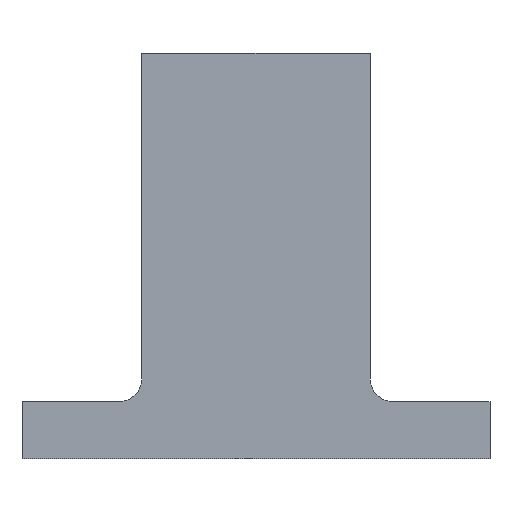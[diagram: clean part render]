
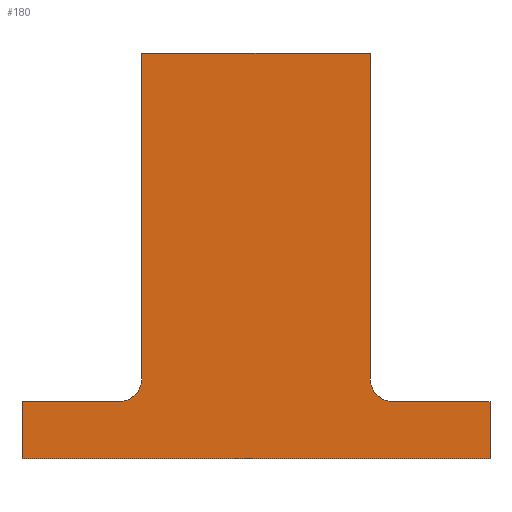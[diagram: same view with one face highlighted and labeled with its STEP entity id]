
A CAD part, front view. The second image highlights one B-rep face of the part: STEP entity #180.
In plain terms, the highlighted planar face has unit normal (0, -1, 0).
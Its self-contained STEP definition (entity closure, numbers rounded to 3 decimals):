
#4 = FACE_OUTER_BOUND ( 'NONE', #453, .T. ) ;
#11 = PLANE ( 'NONE',  #250 ) ;
#33 = VERTEX_POINT ( 'NONE', #159 ) ;
#40 = VECTOR ( 'NONE', #608, 1000. ) ;
#42 = EDGE_CURVE ( 'NONE', #185, #179, #476, .T. ) ;
#46 = VERTEX_POINT ( 'NONE', #265 ) ;
#68 = CARTESIAN_POINT ( 'NONE',  ( -20., -12., 71. ) ) ;
#80 = CARTESIAN_POINT ( 'NONE',  ( -20., -12., 71. ) ) ;
#81 = EDGE_CURVE ( 'NONE', #179, #390, #717, .T. ) ;
#96 = LINE ( 'NONE', #314, #132 ) ;
#101 = DIRECTION ( 'NONE',  ( -1., 0., 0. ) ) ;
#105 = CARTESIAN_POINT ( 'NONE',  ( 20., -12., 14. ) ) ;
#113 = VECTOR ( 'NONE', #598, 1000. ) ;
#121 = CARTESIAN_POINT ( 'NONE',  ( 20., -12., 71. ) ) ;
#132 = VECTOR ( 'NONE', #101, 1000. ) ;
#142 = CARTESIAN_POINT ( 'NONE',  ( -41., -12., 10. ) ) ;
#147 = LINE ( 'NONE', #142, #113 ) ;
#154 = VERTEX_POINT ( 'NONE', #286 ) ;
#159 = CARTESIAN_POINT ( 'NONE',  ( -24., -12., 10. ) ) ;
#170 = VERTEX_POINT ( 'NONE', #219 ) ;
#179 = VERTEX_POINT ( 'NONE', #68 ) ;
#180 = ADVANCED_FACE ( 'NONE', ( #4 ), #11, .F. ) ;
#181 = LINE ( 'NONE', #697, #325 ) ;
#185 = VERTEX_POINT ( 'NONE', #452 ) ;
#205 = CARTESIAN_POINT ( 'NONE',  ( 20., -12., 71. ) ) ;
#215 = DIRECTION ( 'NONE',  ( -1., 0., 0. ) ) ;
#219 = CARTESIAN_POINT ( 'NONE',  ( -41., -12., 10. ) ) ;
#229 = AXIS2_PLACEMENT_3D ( 'NONE', #547, #419, #542 ) ;
#239 = VECTOR ( 'NONE', #215, 1000. ) ;
#242 = DIRECTION ( 'NONE',  ( 0., 0., -1. ) ) ;
#250 = AXIS2_PLACEMENT_3D ( 'NONE', #121, #621, #340 ) ;
#256 = CIRCLE ( 'NONE', #653, 4. ) ;
#265 = CARTESIAN_POINT ( 'NONE',  ( -41., -12., 0. ) ) ;
#269 = CARTESIAN_POINT ( 'NONE',  ( 24., -12., 14. ) ) ;
#286 = CARTESIAN_POINT ( 'NONE',  ( 24., -12., 10. ) ) ;
#291 = VERTEX_POINT ( 'NONE', #402 ) ;
#297 = LINE ( 'NONE', #526, #356 ) ;
#298 = ORIENTED_EDGE ( 'NONE', *, *, #42, .T. ) ;
#314 = CARTESIAN_POINT ( 'NONE',  ( -41., -12., 10. ) ) ;
#319 = EDGE_CURVE ( 'NONE', #291, #154, #96, .T. ) ;
#325 = VECTOR ( 'NONE', #242, 1000. ) ;
#339 = EDGE_CURVE ( 'NONE', #185, #432, #536, .T. ) ;
#340 = DIRECTION ( 'NONE',  ( 0., 0., 1. ) ) ;
#343 = EDGE_CURVE ( 'NONE', #390, #33, #422, .T. ) ;
#356 = VECTOR ( 'NONE', #467, 1000. ) ;
#368 = DIRECTION ( 'NONE',  ( 0., 1., 0. ) ) ;
#379 = ORIENTED_EDGE ( 'NONE', *, *, #81, .T. ) ;
#381 = EDGE_CURVE ( 'NONE', #33, #170, #147, .T. ) ;
#390 = VERTEX_POINT ( 'NONE', #425 ) ;
#402 = CARTESIAN_POINT ( 'NONE',  ( 41., -12., 10. ) ) ;
#419 = DIRECTION ( 'NONE',  ( 0., 1., 0. ) ) ;
#420 = LINE ( 'NONE', #599, #530 ) ;
#422 = CIRCLE ( 'NONE', #229, 4. ) ;
#425 = CARTESIAN_POINT ( 'NONE',  ( -20., -12., 14. ) ) ;
#432 = VERTEX_POINT ( 'NONE', #105 ) ;
#448 = ORIENTED_EDGE ( 'NONE', *, *, #343, .T. ) ;
#452 = CARTESIAN_POINT ( 'NONE',  ( 20., -12., 71. ) ) ;
#453 = EDGE_LOOP ( 'NONE', ( #563, #520, #550, #662, #681, #298, #379, #448, #691, #667 ) ) ;
#467 = DIRECTION ( 'NONE',  ( 0., 0., -1. ) ) ;
#476 = LINE ( 'NONE', #205, #239 ) ;
#479 = DIRECTION ( 'NONE',  ( -1., 0., 0. ) ) ;
#495 = DIRECTION ( 'NONE',  ( 0., 0., 1. ) ) ;
#509 = EDGE_CURVE ( 'NONE', #170, #46, #181, .T. ) ;
#520 = ORIENTED_EDGE ( 'NONE', *, *, #565, .F. ) ;
#526 = CARTESIAN_POINT ( 'NONE',  ( 41., -12., 10. ) ) ;
#530 = VECTOR ( 'NONE', #479, 1000. ) ;
#536 = LINE ( 'NONE', #705, #591 ) ;
#542 = DIRECTION ( 'NONE',  ( 0., 0., 1. ) ) ;
#543 = CARTESIAN_POINT ( 'NONE',  ( 41., -12., 0. ) ) ;
#547 = CARTESIAN_POINT ( 'NONE',  ( -24., -12., 14. ) ) ;
#550 = ORIENTED_EDGE ( 'NONE', *, *, #319, .T. ) ;
#563 = ORIENTED_EDGE ( 'NONE', *, *, #689, .F. ) ;
#565 = EDGE_CURVE ( 'NONE', #291, #606, #297, .T. ) ;
#591 = VECTOR ( 'NONE', #644, 1000. ) ;
#598 = DIRECTION ( 'NONE',  ( -1., 0., 0. ) ) ;
#599 = CARTESIAN_POINT ( 'NONE',  ( 20., -12., 0. ) ) ;
#602 = EDGE_CURVE ( 'NONE', #154, #432, #256, .T. ) ;
#606 = VERTEX_POINT ( 'NONE', #543 ) ;
#608 = DIRECTION ( 'NONE',  ( 0., 0., -1. ) ) ;
#621 = DIRECTION ( 'NONE',  ( 0., 1., 0. ) ) ;
#644 = DIRECTION ( 'NONE',  ( 0., 0., -1. ) ) ;
#653 = AXIS2_PLACEMENT_3D ( 'NONE', #269, #368, #495 ) ;
#662 = ORIENTED_EDGE ( 'NONE', *, *, #602, .T. ) ;
#667 = ORIENTED_EDGE ( 'NONE', *, *, #509, .T. ) ;
#681 = ORIENTED_EDGE ( 'NONE', *, *, #339, .F. ) ;
#689 = EDGE_CURVE ( 'NONE', #606, #46, #420, .T. ) ;
#691 = ORIENTED_EDGE ( 'NONE', *, *, #381, .T. ) ;
#697 = CARTESIAN_POINT ( 'NONE',  ( -41., -12., 10. ) ) ;
#705 = CARTESIAN_POINT ( 'NONE',  ( 20., -12., 71. ) ) ;
#717 = LINE ( 'NONE', #80, #40 ) ;
